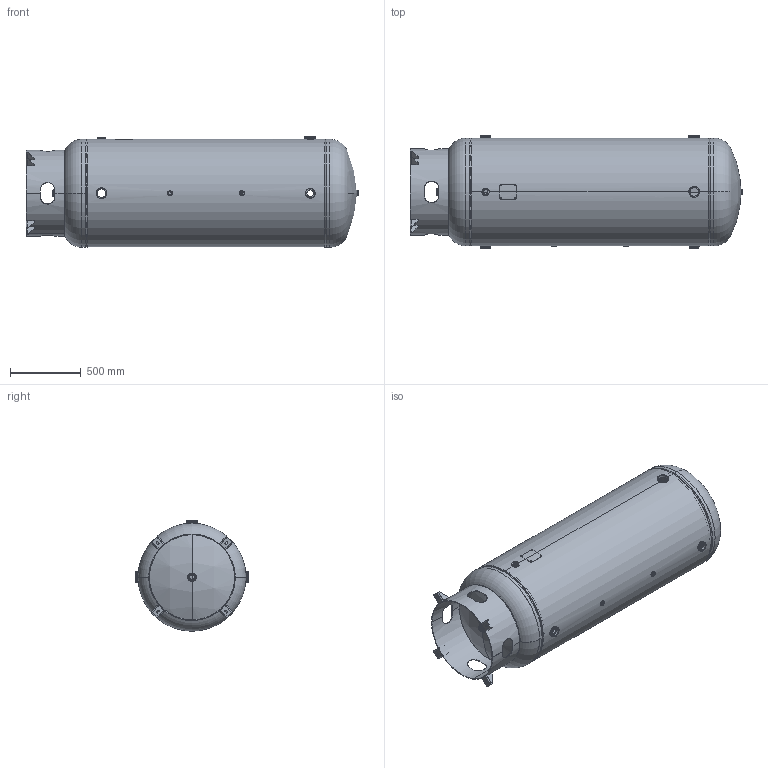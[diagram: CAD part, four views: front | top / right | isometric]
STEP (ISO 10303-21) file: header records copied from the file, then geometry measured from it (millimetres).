
FILE_DESCRIPTION (( 'STEP AP214' ), '1' );
FILE_NAME ('302429_STP.STEP', '2025-04-02T15:48:44', ( '' ), ( '' ), 'SwSTEP 2.0', 'SolidWorks 2022', '' );
FILE_SCHEMA (( 'AUTOMOTIVE_DESIGN' ));
Length unit declared in the file: inch
Products named in the file (13): PHOENIX RAD FLANGE_200P958 OR; PHOENIX FLAT FLANGE_1000; PHOENIX RAD FLANGE_150P957 OR; PHOENIX FLAT FLANGE_0250P391; A55179; PHOENIX FLAT FLANGE_0500P393; NP-VER_30; A85003; A85002; 302429-SL; HEAD_30X235JOG; 302429_STP; PHOENIX RAD FLANGE_100P705-7R
Assembly tree (20 placements, depth 3):
  302429_STP
    302429-SL
    HEAD_30X235JOG  x2
    PHOENIX FLAT FLANGE_1000
    PHOENIX FLAT FLANGE_0500P393  x2
    PHOENIX RAD FLANGE_200P958 OR  x4
    PHOENIX RAD FLANGE_100P705-7R
    PHOENIX FLAT FLANGE_0250P391
    PHOENIX RAD FLANGE_150P957 OR
    A85002
      A85003
      A55179  x4
    NP-VER_30
Bounding box: 2343.7 x 797.86 x 779.93 mm (x, y, z)
Volume: 34230924.6 mm3; surface area: 12176697.7 mm2
Topology: 19 solids, 19 shells, 446 faces, 996 edges, 596 vertices
Faces by surface type: plane 142, torus 132, cylinder 128, bspline 36, sphere 8
Entity records: 19367 total; most frequent: CARTESIAN_POINT 12972, DIRECTION 1245, ORIENTED_EDGE 1174, EDGE_CURVE 587, AXIS2_PLACEMENT_3D 553, VERTEX_POINT 358, CIRCLE 312, EDGE_LOOP 301
